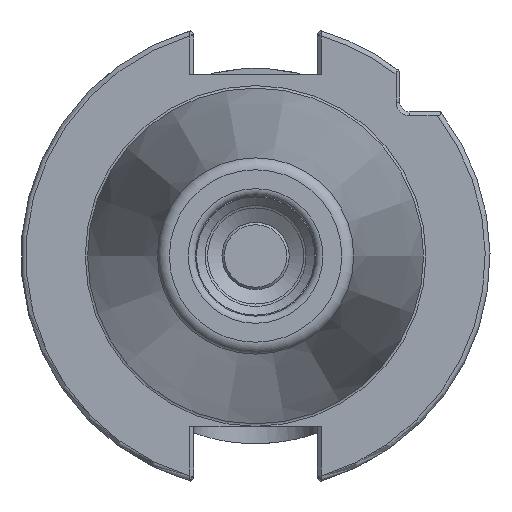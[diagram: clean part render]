
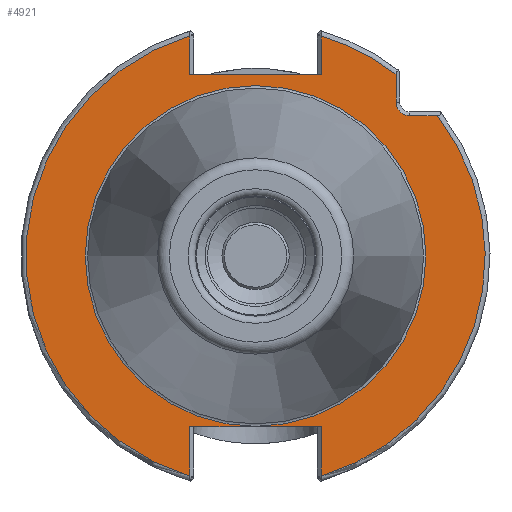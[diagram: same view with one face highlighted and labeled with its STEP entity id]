
A CAD part, left-side view. The second image highlights one B-rep face of the part: STEP entity #4921.
In plain terms, the highlighted planar face has unit normal (-1, 0, 0).
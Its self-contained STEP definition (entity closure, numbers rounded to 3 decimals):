
#190=PLANE('',#5426);
#317=FACE_BOUND('',#905,.T.);
#589=FACE_OUTER_BOUND('',#904,.T.);
#904=EDGE_LOOP('',(#3669,#3670,#3671,#3672,#3673,#3674,#3675,#3676,#3677,
#3678,#3679,#3680));
#905=EDGE_LOOP('',(#3681));
#1211=LINE('',#8140,#1571);
#1222=LINE('',#8269,#1582);
#1224=LINE('',#8345,#1584);
#1225=LINE('',#8349,#1585);
#1226=LINE('',#8351,#1586);
#1227=LINE('',#8353,#1587);
#1228=LINE('',#8357,#1588);
#1229=LINE('',#8360,#1589);
#1571=VECTOR('',#6100,10.);
#1582=VECTOR('',#6121,10.);
#1584=VECTOR('',#6143,10.);
#1585=VECTOR('',#6146,10.);
#1586=VECTOR('',#6147,10.);
#1587=VECTOR('',#6148,10.);
#1588=VECTOR('',#6151,10.);
#1589=VECTOR('',#6154,10.);
#1944=CIRCLE('',#5425,47.75);
#1945=CIRCLE('',#5427,47.75);
#1946=CIRCLE('',#5428,47.75);
#1947=CIRCLE('',#5429,2.8);
#1948=CIRCLE('',#5430,35.425);
#2200=VERTEX_POINT('',#8137);
#2201=VERTEX_POINT('',#8139);
#2214=VERTEX_POINT('',#8265);
#2221=VERTEX_POINT('',#8322);
#2223=VERTEX_POINT('',#8344);
#2224=VERTEX_POINT('',#8346);
#2225=VERTEX_POINT('',#8348);
#2226=VERTEX_POINT('',#8350);
#2227=VERTEX_POINT('',#8352);
#2228=VERTEX_POINT('',#8354);
#2229=VERTEX_POINT('',#8356);
#2230=VERTEX_POINT('',#8358);
#2231=VERTEX_POINT('',#8361);
#2724=EDGE_CURVE('',#2201,#2200,#1211,.T.);
#2742=EDGE_CURVE('',#2201,#2214,#1222,.T.);
#2753=EDGE_CURVE('',#2214,#2221,#1944,.T.);
#2756=EDGE_CURVE('',#2223,#2200,#1224,.T.);
#2757=EDGE_CURVE('',#2224,#2223,#1945,.T.);
#2758=EDGE_CURVE('',#2225,#2224,#1225,.T.);
#2759=EDGE_CURVE('',#2225,#2226,#1226,.T.);
#2760=EDGE_CURVE('',#2227,#2226,#1227,.T.);
#2761=EDGE_CURVE('',#2228,#2227,#1946,.T.);
#2762=EDGE_CURVE('',#2229,#2228,#1228,.T.);
#2763=EDGE_CURVE('',#2230,#2229,#1947,.T.);
#2764=EDGE_CURVE('',#2221,#2230,#1229,.T.);
#2765=EDGE_CURVE('',#2231,#2231,#1948,.T.);
#3669=ORIENTED_EDGE('',*,*,#2742,.F.);
#3670=ORIENTED_EDGE('',*,*,#2724,.T.);
#3671=ORIENTED_EDGE('',*,*,#2756,.F.);
#3672=ORIENTED_EDGE('',*,*,#2757,.F.);
#3673=ORIENTED_EDGE('',*,*,#2758,.F.);
#3674=ORIENTED_EDGE('',*,*,#2759,.T.);
#3675=ORIENTED_EDGE('',*,*,#2760,.F.);
#3676=ORIENTED_EDGE('',*,*,#2761,.F.);
#3677=ORIENTED_EDGE('',*,*,#2762,.F.);
#3678=ORIENTED_EDGE('',*,*,#2763,.F.);
#3679=ORIENTED_EDGE('',*,*,#2764,.F.);
#3680=ORIENTED_EDGE('',*,*,#2753,.F.);
#3681=ORIENTED_EDGE('',*,*,#2765,.T.);
#4921=ADVANCED_FACE('',(#589,#317),#190,.T.);
#5425=AXIS2_PLACEMENT_3D('',#8323,#6139,#6140);
#5426=AXIS2_PLACEMENT_3D('',#8343,#6141,#6142);
#5427=AXIS2_PLACEMENT_3D('',#8347,#6144,#6145);
#5428=AXIS2_PLACEMENT_3D('',#8355,#6149,#6150);
#5429=AXIS2_PLACEMENT_3D('',#8359,#6152,#6153);
#5430=AXIS2_PLACEMENT_3D('',#8362,#6155,#6156);
#6100=DIRECTION('',(0.,1.,0.));
#6121=DIRECTION('',(0.,0.,1.));
#6139=DIRECTION('center_axis',(1.,0.,0.));
#6140=DIRECTION('ref_axis',(0.,0.,-1.));
#6141=DIRECTION('center_axis',(-1.,0.,0.));
#6142=DIRECTION('ref_axis',(0.,0.,1.));
#6143=DIRECTION('',(0.,0.,-1.));
#6144=DIRECTION('center_axis',(1.,0.,0.));
#6145=DIRECTION('ref_axis',(0.,0.,-1.));
#6146=DIRECTION('',(0.,0.,-1.));
#6147=DIRECTION('',(0.,-1.,0.));
#6148=DIRECTION('',(0.,0.,1.));
#6149=DIRECTION('center_axis',(1.,0.,0.));
#6150=DIRECTION('ref_axis',(0.,0.,-1.));
#6151=DIRECTION('',(0.,-1.,0.));
#6152=DIRECTION('center_axis',(-1.,0.,0.));
#6153=DIRECTION('ref_axis',(0.,1.,0.));
#6154=DIRECTION('',(0.,0.,-1.));
#6155=DIRECTION('center_axis',(1.,0.,0.));
#6156=DIRECTION('ref_axis',(0.,0.,-1.));
#8137=CARTESIAN_POINT('',(3.2,13.65,37.7));
#8139=CARTESIAN_POINT('',(3.2,-13.65,37.7));
#8140=CARTESIAN_POINT('',(3.2,30.3,37.7));
#8265=CARTESIAN_POINT('',(3.2,-13.65,45.757));
#8269=CARTESIAN_POINT('',(3.2,-13.65,18.85));
#8322=CARTESIAN_POINT('',(3.2,-29.2,37.781));
#8323=CARTESIAN_POINT('Origin',(3.2,0.,0.));
#8343=CARTESIAN_POINT('Origin',(3.2,47.75,0.));
#8344=CARTESIAN_POINT('',(3.2,13.65,45.757));
#8345=CARTESIAN_POINT('',(3.2,13.65,28.85));
#8346=CARTESIAN_POINT('',(3.2,13.65,-45.757));
#8347=CARTESIAN_POINT('Origin',(3.2,0.,0.));
#8348=CARTESIAN_POINT('',(3.2,13.65,-35.5));
#8349=CARTESIAN_POINT('',(3.2,13.65,-17.75));
#8350=CARTESIAN_POINT('',(3.2,-13.65,-35.5));
#8351=CARTESIAN_POINT('',(3.2,17.45,-35.5));
#8352=CARTESIAN_POINT('',(3.2,-13.65,-45.757));
#8353=CARTESIAN_POINT('',(3.2,-13.65,-27.75));
#8354=CARTESIAN_POINT('',(3.2,-37.781,29.2));
#8355=CARTESIAN_POINT('Origin',(3.2,0.,0.));
#8356=CARTESIAN_POINT('',(3.2,-32.,29.2));
#8357=CARTESIAN_POINT('',(3.2,7.875,29.2));
#8358=CARTESIAN_POINT('',(3.2,-29.2,32.));
#8359=CARTESIAN_POINT('Origin',(3.2,-32.,32.));
#8360=CARTESIAN_POINT('',(3.2,-29.2,20.));
#8361=CARTESIAN_POINT('',(3.2,0.,35.425));
#8362=CARTESIAN_POINT('Origin',(3.2,0.,0.));
